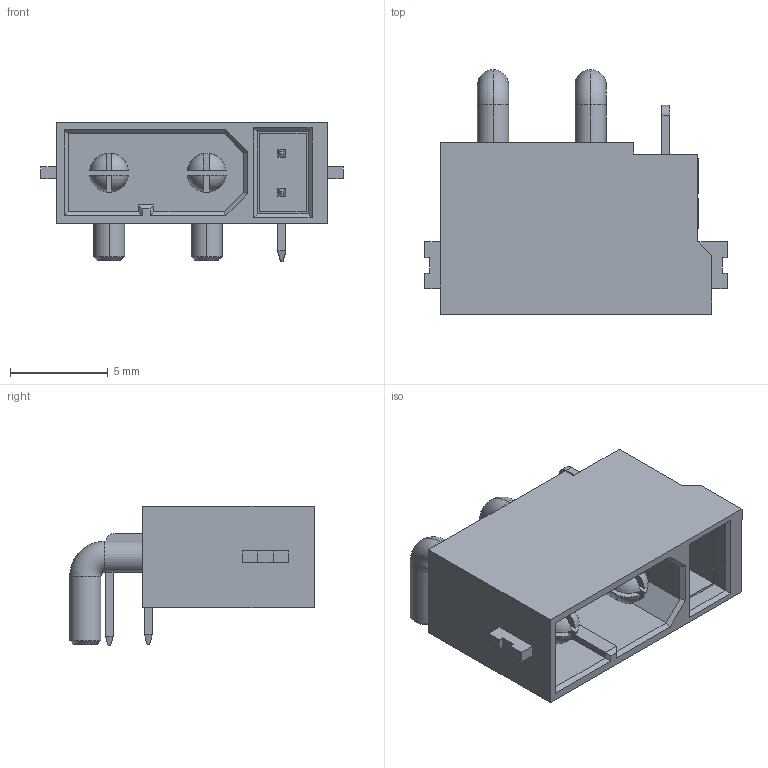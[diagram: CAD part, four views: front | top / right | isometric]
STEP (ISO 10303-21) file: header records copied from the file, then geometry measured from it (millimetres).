
FILE_DESCRIPTION (( 'STEP AP214' ), '1' );
FILE_NAME ('CONN-TH_4P-XT30PW-M.STEP', '2023-03-08T07:30:38', ( 'PC' ), ( 'Microsoft' ), 'SwSTEP 2.0', 'SolidWorks 2020', '' );
FILE_SCHEMA (( 'AUTOMOTIVE_DESIGN' ));
Length unit declared in the file: millimetre
Products named in the file (1): CONN-TH_4P-XT30PW-M
Bounding box: 15.5 x 12.53 x 7.17 mm (x, y, z)
Volume: 391.6 mm3; surface area: 908.4 mm2
Topology: 1 solids, 1 shells, 376 faces, 979 edges, 638 vertices
Faces by surface type: plane 246, bspline 98, cylinder 16, sphere 8, torus 4, cone 4
Entity records: 16057 total; most frequent: CARTESIAN_POINT 3300, ORIENTED_EDGE 1958, DIRECTION 1401, EDGE_CURVE 979, LINE 715, VECTOR 715, VERTEX_POINT 638, EDGE_LOOP 409
